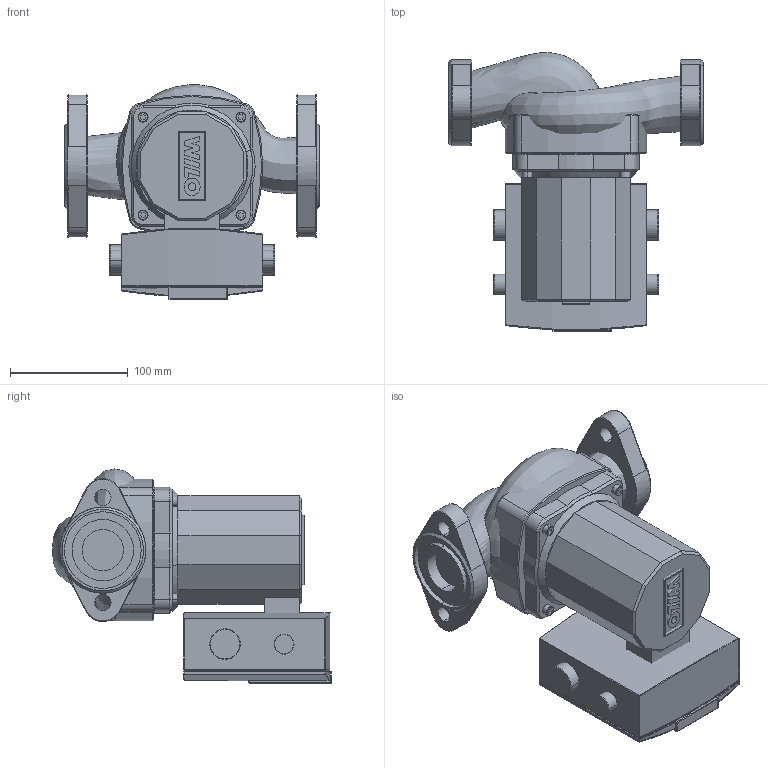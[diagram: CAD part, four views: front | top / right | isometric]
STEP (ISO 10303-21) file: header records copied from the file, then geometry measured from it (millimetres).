
FILE_DESCRIPTION((''),'2;1');
FILE_NAME('3d_TOP-S 1.25x35 208_230V-2067546.stp','2009-12-21T08:58:49',(''),(''),'Mechanical Desktop 2008','Mechanical Desktop 2008',', , ');
FILE_SCHEMA(('CONFIG_CONTROL_DESIGN'));
Length unit declared in the file: inch
Products named in the file (1): Product
Bounding box: 215.9 x 236.18 x 181.55 mm (x, y, z)
Volume: 3042226 mm3; surface area: 282952.2 mm2
Topology: 12 solids, 12 shells, 413 faces, 939 edges, 554 vertices
Faces by surface type: plane 181, cylinder 96, bspline 62, cone 28, torus 24, sphere 22
Entity records: 19626 total; most frequent: CARTESIAN_POINT 10424, DIRECTION 1926, ORIENTED_EDGE 1850, EDGE_CURVE 925, AXIS2_PLACEMENT_3D 707, VERTEX_POINT 554, VECTOR 512, LINE 512
